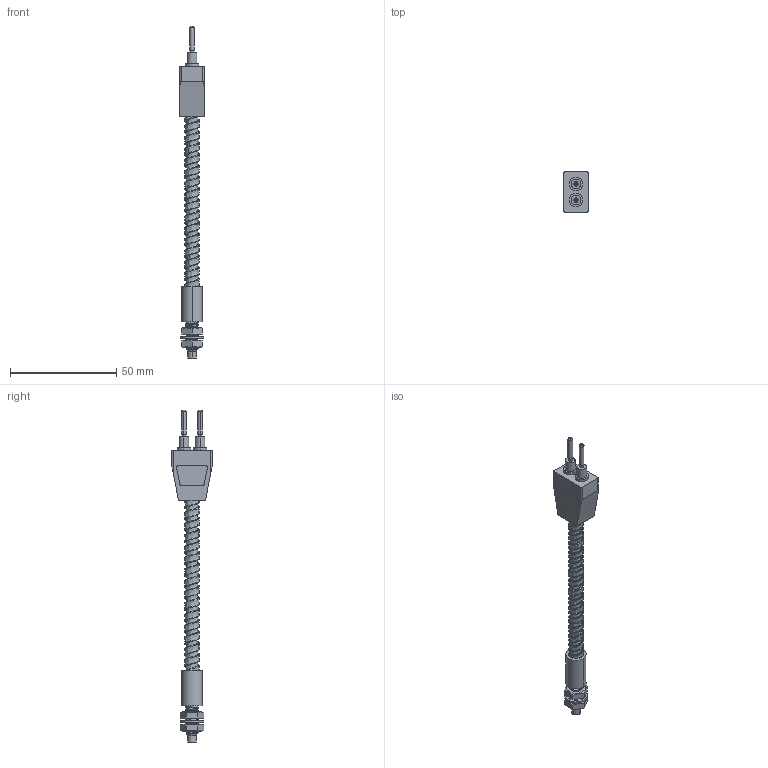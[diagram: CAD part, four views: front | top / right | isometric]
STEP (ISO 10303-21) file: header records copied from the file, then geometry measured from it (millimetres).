
FILE_DESCRIPTION((''),'2;1');
FILE_NAME('193364_ASM','2016-03-02T',('pdmadmin'),(''),'PRO/ENGINEER BY PARAMETRIC TECHNOLOGY CORPORATION, 2013230','PRO/ENGINEER BY PARAMETRIC TECHNOLOGY CORPORATION, 2013230','');
FILE_SCHEMA(('CONFIG_CONTROL_DESIGN'));
Length unit declared in the file: inch
Products named in the file (13): 30478; 10147; FIBER_CORE_1MM; 10147_BARE_CORE67; 10147_ASM; 15497; 40197; 39365; 30920; 30921; 42809_ASM; 40197_POTTING; 193364_ASM
Assembly tree (16 placements, depth 4):
  193364_ASM
    42809_ASM
      30478
      10147_ASM
        10147
        FIBER_CORE_1MM  x2
        10147_BARE_CORE67  x2
      15497
      40197
      39365  x2
      30920
      30921  x2
    40197_POTTING
Bounding box: 11.43 x 19.05 x 156.31 mm (x, y, z)
Volume: 6900.3 mm3; surface area: 12612.3 mm2
Topology: 14 solids, 16 shells, 782 faces, 2053 edges, 1324 vertices
Faces by surface type: plane 345, cylinder 296, bspline 92, cone 37, torus 12
Entity records: 44156 total; most frequent: CARTESIAN_POINT 26054, ORIENTED_EDGE 3838, DIRECTION 3580, EDGE_CURVE 1921, VERTEX_POINT 1244, VECTOR 1218, LINE 1218, AXIS2_PLACEMENT_3D 1181
